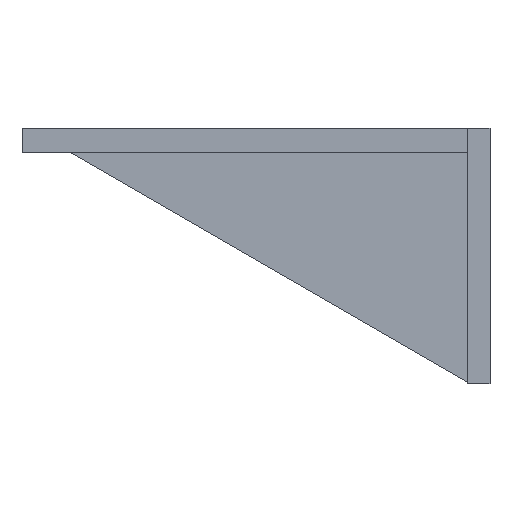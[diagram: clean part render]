
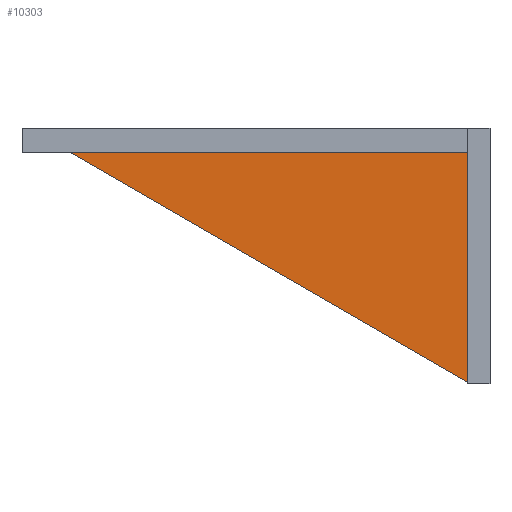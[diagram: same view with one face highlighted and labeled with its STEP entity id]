
A CAD part, front view. The second image highlights one B-rep face of the part: STEP entity #10303.
In plain terms, the highlighted planar face has unit normal (0, -1, 0).
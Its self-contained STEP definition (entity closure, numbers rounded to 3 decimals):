
#395 = VECTOR ( 'NONE', #8931, 1000. ) ;
#406 = VECTOR ( 'NONE', #1347, 1000. ) ;
#1347 = DIRECTION ( 'NONE',  ( -0.866, 0., 0.501 ) ) ;
#1807 = EDGE_CURVE ( 'NONE', #5726, #2801, #4195, .T. ) ;
#1876 = DIRECTION ( 'NONE',  ( 0., 0., -1. ) ) ;
#1893 = ORIENTED_EDGE ( 'NONE', *, *, #6777, .F. ) ;
#2517 = VECTOR ( 'NONE', #1876, 1000. ) ;
#2615 = EDGE_CURVE ( 'NONE', #7826, #5726, #8779, .T. ) ;
#2801 = VERTEX_POINT ( 'NONE', #4549 ) ;
#3658 = CARTESIAN_POINT ( 'NONE',  ( 70.92, -25.377, 152.75 ) ) ;
#4195 = LINE ( 'NONE', #9852, #395 ) ;
#4454 = FACE_OUTER_BOUND ( 'NONE', #11864, .T. ) ;
#4518 = PLANE ( 'NONE',  #5578 ) ;
#4549 = CARTESIAN_POINT ( 'NONE',  ( 70.92, -25.377, 152.75 ) ) ;
#5578 = AXIS2_PLACEMENT_3D ( 'NONE', #8333, #12020, #10112 ) ;
#5726 = VERTEX_POINT ( 'NONE', #10510 ) ;
#6777 = EDGE_CURVE ( 'NONE', #2801, #7826, #11270, .T. ) ;
#6892 = CARTESIAN_POINT ( 'NONE',  ( 70.92, -25.377, 71.75 ) ) ;
#7826 = VERTEX_POINT ( 'NONE', #10544 ) ;
#8333 = CARTESIAN_POINT ( 'NONE',  ( 70.92, -25.377, 152.75 ) ) ;
#8779 = LINE ( 'NONE', #6892, #406 ) ;
#8931 = DIRECTION ( 'NONE',  ( 1., 0., 0. ) ) ;
#9852 = CARTESIAN_POINT ( 'NONE',  ( -69.08, -25.377, 152.75 ) ) ;
#10061 = ORIENTED_EDGE ( 'NONE', *, *, #1807, .F. ) ;
#10112 = DIRECTION ( 'NONE',  ( 0., 0., 1. ) ) ;
#10303 = ADVANCED_FACE ( 'NONE', ( #4454 ), #4518, .F. ) ;
#10503 = ORIENTED_EDGE ( 'NONE', *, *, #2615, .F. ) ;
#10510 = CARTESIAN_POINT ( 'NONE',  ( -69.08, -25.377, 152.75 ) ) ;
#10544 = CARTESIAN_POINT ( 'NONE',  ( 70.92, -25.377, 71.75 ) ) ;
#11270 = LINE ( 'NONE', #3658, #2517 ) ;
#11864 = EDGE_LOOP ( 'NONE', ( #10061, #10503, #1893 ) ) ;
#12020 = DIRECTION ( 'NONE',  ( 0., 1., 0. ) ) ;
